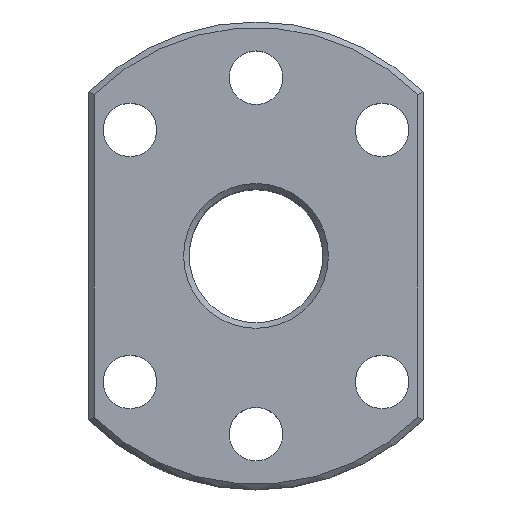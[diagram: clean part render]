
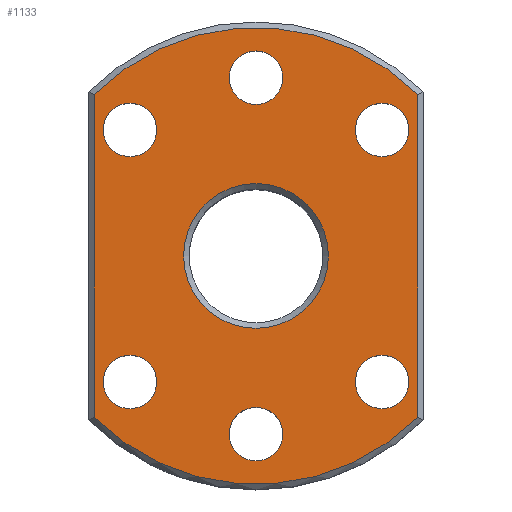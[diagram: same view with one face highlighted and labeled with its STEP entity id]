
A CAD part, top view. The second image highlights one B-rep face of the part: STEP entity #1133.
In plain terms, the highlighted planar face has unit normal (0, 0, 1).
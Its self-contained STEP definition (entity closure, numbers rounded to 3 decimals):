
#132=PLANE('',#3466);
#412=LINE('',#5280,#589);
#413=LINE('',#5284,#590);
#589=VECTOR('',#3731,1.);
#590=VECTOR('',#3734,1.);
#1133=ADVANCED_FACE('',(#1353,#1354,#1355,#1356,#1357,#1358,#1359,#1360),
#132,.T.);
#1353=FACE_BOUND('',#1426,.T.);
#1354=FACE_BOUND('',#1427,.T.);
#1355=FACE_BOUND('',#1428,.T.);
#1356=FACE_BOUND('',#1429,.T.);
#1357=FACE_BOUND('',#1430,.T.);
#1358=FACE_BOUND('',#1431,.T.);
#1359=FACE_BOUND('',#1432,.T.);
#1360=FACE_BOUND('',#1433,.T.);
#1426=EDGE_LOOP('',(#1777));
#1427=EDGE_LOOP('',(#1778,#1779,#1780,#1781));
#1428=EDGE_LOOP('',(#1782));
#1429=EDGE_LOOP('',(#1783));
#1430=EDGE_LOOP('',(#1784));
#1431=EDGE_LOOP('',(#1785));
#1432=EDGE_LOOP('',(#1786));
#1433=EDGE_LOOP('',(#1787));
#1777=ORIENTED_EDGE('',*,*,#3026,.T.);
#1778=ORIENTED_EDGE('',*,*,#3027,.T.);
#1779=ORIENTED_EDGE('',*,*,#3028,.T.);
#1780=ORIENTED_EDGE('',*,*,#3029,.T.);
#1781=ORIENTED_EDGE('',*,*,#3030,.T.);
#1782=ORIENTED_EDGE('',*,*,#3020,.T.);
#1783=ORIENTED_EDGE('',*,*,#3018,.F.);
#1784=ORIENTED_EDGE('',*,*,#3016,.F.);
#1785=ORIENTED_EDGE('',*,*,#3014,.T.);
#1786=ORIENTED_EDGE('',*,*,#3012,.F.);
#1787=ORIENTED_EDGE('',*,*,#3024,.T.);
#2691=VERTEX_POINT('',#5243);
#2693=VERTEX_POINT('',#5248);
#2695=VERTEX_POINT('',#5253);
#2697=VERTEX_POINT('',#5258);
#2699=VERTEX_POINT('',#5263);
#2701=VERTEX_POINT('',#5271);
#2703=VERTEX_POINT('',#5276);
#2704=VERTEX_POINT('',#5278);
#2705=VERTEX_POINT('',#5279);
#2706=VERTEX_POINT('',#5281);
#2707=VERTEX_POINT('',#5283);
#3012=EDGE_CURVE('',#2691,#2691,#3374,.T.);
#3014=EDGE_CURVE('',#2693,#2693,#3376,.T.);
#3016=EDGE_CURVE('',#2695,#2695,#3378,.T.);
#3018=EDGE_CURVE('',#2697,#2697,#3380,.T.);
#3020=EDGE_CURVE('',#2699,#2699,#3382,.T.);
#3024=EDGE_CURVE('',#2701,#2701,#3386,.T.);
#3026=EDGE_CURVE('',#2703,#2703,#3388,.T.);
#3027=EDGE_CURVE('',#2704,#2705,#3389,.T.);
#3028=EDGE_CURVE('',#2705,#2706,#412,.T.);
#3029=EDGE_CURVE('',#2706,#2707,#3390,.T.);
#3030=EDGE_CURVE('',#2707,#2704,#413,.T.);
#3374=CIRCLE('',#3442,2.4);
#3376=CIRCLE('',#3445,2.4);
#3378=CIRCLE('',#3448,2.4);
#3380=CIRCLE('',#3451,2.4);
#3382=CIRCLE('',#3454,2.4);
#3386=CIRCLE('',#3460,2.4);
#3388=CIRCLE('',#3463,6.5);
#3389=CIRCLE('',#3464,20.5);
#3390=CIRCLE('',#3465,20.5);
#3442=AXIS2_PLACEMENT_3D('',#5242,#3685,#3686);
#3445=AXIS2_PLACEMENT_3D('',#5247,#3691,#3692);
#3448=AXIS2_PLACEMENT_3D('',#5252,#3697,#3698);
#3451=AXIS2_PLACEMENT_3D('',#5257,#3703,#3704);
#3454=AXIS2_PLACEMENT_3D('',#5262,#3709,#3710);
#3460=AXIS2_PLACEMENT_3D('',#5270,#3721,#3722);
#3463=AXIS2_PLACEMENT_3D('',#5275,#3727,#3728);
#3464=AXIS2_PLACEMENT_3D('',#5277,#3729,#3730);
#3465=AXIS2_PLACEMENT_3D('',#5282,#3732,#3733);
#3466=AXIS2_PLACEMENT_3D('',#5285,#3735,#3736);
#3685=DIRECTION('',(0.,0.,1.));
#3686=DIRECTION('',(1.,0.,0.));
#3691=DIRECTION('',(0.,0.,-1.));
#3692=DIRECTION('',(1.,0.,0.));
#3697=DIRECTION('',(0.,0.,1.));
#3698=DIRECTION('',(1.,0.,0.));
#3703=DIRECTION('',(0.,0.,1.));
#3704=DIRECTION('',(-1.,0.,0.));
#3709=DIRECTION('',(0.,0.,-1.));
#3710=DIRECTION('',(-1.,0.,0.));
#3721=DIRECTION('',(0.,0.,-1.));
#3722=DIRECTION('',(1.,0.,0.));
#3727=DIRECTION('',(0.,0.,-1.));
#3728=DIRECTION('',(1.,0.,0.));
#3729=DIRECTION('',(0.,0.,1.));
#3730=DIRECTION('',(1.,0.,0.));
#3731=DIRECTION('',(0.,-1.,0.));
#3732=DIRECTION('',(0.,0.,1.));
#3733=DIRECTION('',(1.,0.,0.));
#3734=DIRECTION('',(0.,1.,0.));
#3735=DIRECTION('',(0.,0.,1.));
#3736=DIRECTION('',(1.,0.,0.));
#5242=CARTESIAN_POINT('',(-11.314,11.314,0.));
#5243=CARTESIAN_POINT('',(-8.914,11.314,0.));
#5247=CARTESIAN_POINT('',(-11.314,-11.314,0.));
#5248=CARTESIAN_POINT('',(-8.914,-11.314,0.));
#5252=CARTESIAN_POINT('',(0.,16.,0.));
#5253=CARTESIAN_POINT('',(2.4,16.,0.));
#5257=CARTESIAN_POINT('',(11.314,-11.314,0.));
#5258=CARTESIAN_POINT('',(8.914,-11.314,0.));
#5262=CARTESIAN_POINT('',(11.314,11.314,0.));
#5263=CARTESIAN_POINT('',(8.914,11.314,0.));
#5270=CARTESIAN_POINT('',(0.,-16.,0.));
#5271=CARTESIAN_POINT('',(2.4,-16.,0.));
#5275=CARTESIAN_POINT('',(0.,0.,0.));
#5276=CARTESIAN_POINT('',(6.5,0.,0.));
#5277=CARTESIAN_POINT('',(0.,0.,0.));
#5278=CARTESIAN_POINT('',(14.5,14.491,0.));
#5279=CARTESIAN_POINT('',(-14.5,14.491,0.));
#5280=CARTESIAN_POINT('',(-14.5,-13.973,0.));
#5281=CARTESIAN_POINT('',(-14.5,-14.491,0.));
#5282=CARTESIAN_POINT('',(0.,0.,0.));
#5283=CARTESIAN_POINT('',(14.5,-14.491,0.));
#5284=CARTESIAN_POINT('',(14.5,13.973,0.));
#5285=CARTESIAN_POINT('',(0.,0.,0.));
